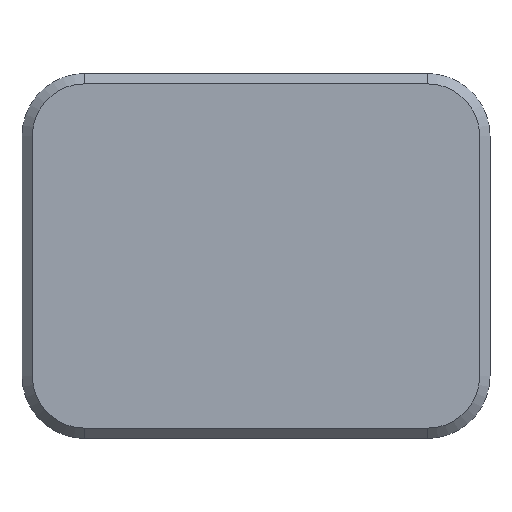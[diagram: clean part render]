
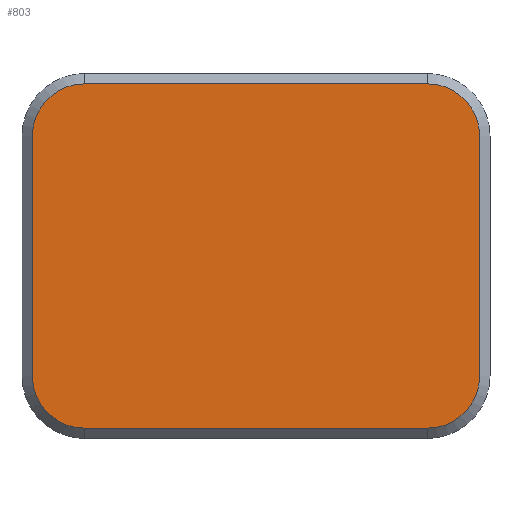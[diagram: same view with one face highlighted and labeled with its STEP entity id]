
A CAD part, front view. The second image highlights one B-rep face of the part: STEP entity #803.
In plain terms, the highlighted planar face has unit normal (0, -1, 0).
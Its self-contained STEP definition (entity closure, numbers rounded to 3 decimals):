
#35 = CARTESIAN_POINT ( 'NONE',  ( 26.65, 0., -3.65 ) ) ;
#51 = CIRCLE ( 'NONE', #1032, 3.05 ) ;
#76 = VERTEX_POINT ( 'NONE', #35 ) ;
#78 = PLANE ( 'NONE',  #957 ) ;
#80 = VERTEX_POINT ( 'NONE', #277 ) ;
#88 = FACE_OUTER_BOUND ( 'NONE', #1033, .T. ) ;
#89 = CIRCLE ( 'NONE', #735, 3.05 ) ;
#91 = CARTESIAN_POINT ( 'NONE',  ( 23.6, 0., -3.65 ) ) ;
#111 = CIRCLE ( 'NONE', #466, 3.05 ) ;
#135 = DIRECTION ( 'NONE',  ( 0., 0., -1. ) ) ;
#139 = VERTEX_POINT ( 'NONE', #1024 ) ;
#212 = EDGE_CURVE ( 'NONE', #1090, #139, #1067, .T. ) ;
#217 = ORIENTED_EDGE ( 'NONE', *, *, #647, .T. ) ;
#255 = ORIENTED_EDGE ( 'NONE', *, *, #751, .T. ) ;
#256 = ORIENTED_EDGE ( 'NONE', *, *, #212, .T. ) ;
#258 = DIRECTION ( 'NONE',  ( 0., -1., 0. ) ) ;
#261 = EDGE_CURVE ( 'NONE', #139, #80, #772, .T. ) ;
#267 = DIRECTION ( 'NONE',  ( 0., -1., 0. ) ) ;
#277 = CARTESIAN_POINT ( 'NONE',  ( 23.6, 0., -20.65 ) ) ;
#318 = DIRECTION ( 'NONE',  ( 0., -1., 0. ) ) ;
#351 = DIRECTION ( 'NONE',  ( 1., 0., 0. ) ) ;
#360 = EDGE_CURVE ( 'NONE', #696, #1090, #671, .T. ) ;
#365 = DIRECTION ( 'NONE',  ( -1., 0., 0. ) ) ;
#367 = VERTEX_POINT ( 'NONE', #390 ) ;
#390 = CARTESIAN_POINT ( 'NONE',  ( 23.6, 0., -0.6 ) ) ;
#441 = DIRECTION ( 'NONE',  ( 0., 0., -1. ) ) ;
#446 = CARTESIAN_POINT ( 'NONE',  ( 23.6, 0., -17.6 ) ) ;
#466 = AXIS2_PLACEMENT_3D ( 'NONE', #945, #318, #1021 ) ;
#526 = CARTESIAN_POINT ( 'NONE',  ( 3.65, 0., -0.6 ) ) ;
#538 = CARTESIAN_POINT ( 'NONE',  ( 0.6, 0., -3.65 ) ) ;
#614 = LINE ( 'NONE', #526, #821 ) ;
#647 = EDGE_CURVE ( 'NONE', #80, #868, #111, .T. ) ;
#661 = CARTESIAN_POINT ( 'NONE',  ( 3.65, 0., -17.6 ) ) ;
#671 = LINE ( 'NONE', #1014, #763 ) ;
#696 = VERTEX_POINT ( 'NONE', #538 ) ;
#715 = VECTOR ( 'NONE', #897, 1000. ) ;
#723 = DIRECTION ( 'NONE',  ( 0., 0., -1. ) ) ;
#729 = LINE ( 'NONE', #990, #715 ) ;
#731 = ORIENTED_EDGE ( 'NONE', *, *, #866, .T. ) ;
#735 = AXIS2_PLACEMENT_3D ( 'NONE', #91, #267, #723 ) ;
#737 = VERTEX_POINT ( 'NONE', #967 ) ;
#751 = EDGE_CURVE ( 'NONE', #367, #737, #614, .T. ) ;
#763 = VECTOR ( 'NONE', #1034, 1000. ) ;
#767 = AXIS2_PLACEMENT_3D ( 'NONE', #661, #1019, #135 ) ;
#772 = LINE ( 'NONE', #954, #804 ) ;
#801 = CARTESIAN_POINT ( 'NONE',  ( 0.6, 0., -17.6 ) ) ;
#803 = ADVANCED_FACE ( 'NONE', ( #88 ), #78, .T. ) ;
#804 = VECTOR ( 'NONE', #351, 1000. ) ;
#821 = VECTOR ( 'NONE', #365, 1000. ) ;
#845 = ORIENTED_EDGE ( 'NONE', *, *, #360, .T. ) ;
#866 = EDGE_CURVE ( 'NONE', #868, #76, #729, .T. ) ;
#868 = VERTEX_POINT ( 'NONE', #910 ) ;
#870 = CARTESIAN_POINT ( 'NONE',  ( 3.65, 0., -3.65 ) ) ;
#882 = DIRECTION ( 'NONE',  ( 0., -1., 0. ) ) ;
#897 = DIRECTION ( 'NONE',  ( 0., 0., 1. ) ) ;
#910 = CARTESIAN_POINT ( 'NONE',  ( 26.65, 0., -17.6 ) ) ;
#945 = CARTESIAN_POINT ( 'NONE',  ( 23.6, 0., -17.6 ) ) ;
#950 = ORIENTED_EDGE ( 'NONE', *, *, #261, .T. ) ;
#954 = CARTESIAN_POINT ( 'NONE',  ( 23.6, 0., -20.65 ) ) ;
#957 = AXIS2_PLACEMENT_3D ( 'NONE', #446, #258, #441 ) ;
#967 = CARTESIAN_POINT ( 'NONE',  ( 3.65, 0., -0.6 ) ) ;
#972 = ORIENTED_EDGE ( 'NONE', *, *, #1070, .T. ) ;
#990 = CARTESIAN_POINT ( 'NONE',  ( 26.65, 0., -3.65 ) ) ;
#1014 = CARTESIAN_POINT ( 'NONE',  ( 0.6, 0., -17.6 ) ) ;
#1019 = DIRECTION ( 'NONE',  ( 0., -1., 0. ) ) ;
#1021 = DIRECTION ( 'NONE',  ( 0., 0., -1. ) ) ;
#1024 = CARTESIAN_POINT ( 'NONE',  ( 3.65, 0., -20.65 ) ) ;
#1032 = AXIS2_PLACEMENT_3D ( 'NONE', #870, #882, #1058 ) ;
#1033 = EDGE_LOOP ( 'NONE', ( #731, #1108, #255, #972, #845, #256, #950, #217 ) ) ;
#1034 = DIRECTION ( 'NONE',  ( 0., 0., -1. ) ) ;
#1058 = DIRECTION ( 'NONE',  ( 0., 0., -1. ) ) ;
#1067 = CIRCLE ( 'NONE', #767, 3.05 ) ;
#1070 = EDGE_CURVE ( 'NONE', #737, #696, #51, .T. ) ;
#1090 = VERTEX_POINT ( 'NONE', #801 ) ;
#1104 = EDGE_CURVE ( 'NONE', #76, #367, #89, .T. ) ;
#1108 = ORIENTED_EDGE ( 'NONE', *, *, #1104, .T. ) ;
